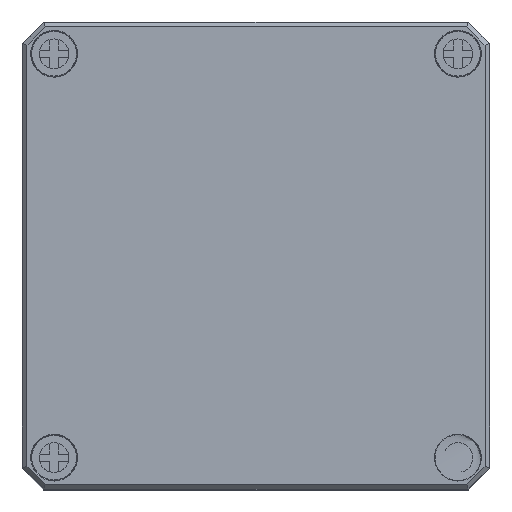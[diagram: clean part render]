
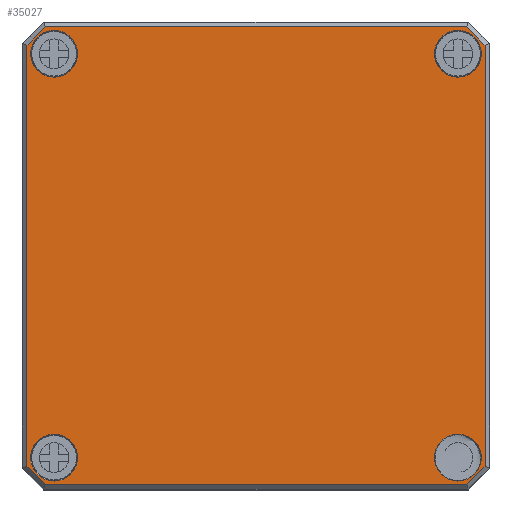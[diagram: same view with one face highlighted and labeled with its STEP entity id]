
A CAD part, top view. The second image highlights one B-rep face of the part: STEP entity #35027.
In plain terms, the highlighted face is planar.
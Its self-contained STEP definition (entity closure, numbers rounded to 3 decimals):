
#276=FACE_BOUND('',#6941,.T.);
#277=FACE_BOUND('',#6942,.T.);
#278=FACE_BOUND('',#6943,.T.);
#279=FACE_BOUND('',#6944,.T.);
#919=PLANE('',#37490);
#4681=FACE_OUTER_BOUND('',#6940,.T.);
#6940=EDGE_LOOP('',(#30244,#30245,#30246,#30247,#30248,#30249,#30250,#30251));
#6941=EDGE_LOOP('',(#30252));
#6942=EDGE_LOOP('',(#30253));
#6943=EDGE_LOOP('',(#30254));
#6944=EDGE_LOOP('',(#30255));
#9693=LINE('',#61188,#12384);
#9694=LINE('',#61190,#12385);
#9695=LINE('',#61192,#12386);
#9696=LINE('',#61194,#12387);
#9697=LINE('',#61196,#12388);
#9698=LINE('',#61198,#12389);
#9699=LINE('',#61200,#12390);
#9700=LINE('',#61201,#12391);
#12384=VECTOR('',#44249,10.);
#12385=VECTOR('',#44250,10.);
#12386=VECTOR('',#44251,10.);
#12387=VECTOR('',#44252,10.);
#12388=VECTOR('',#44253,10.);
#12389=VECTOR('',#44254,10.);
#12390=VECTOR('',#44255,10.);
#12391=VECTOR('',#44256,10.);
#13724=CIRCLE('',#37481,5.504);
#13732=CIRCLE('',#37491,5.504);
#13733=CIRCLE('',#37492,5.504);
#13734=CIRCLE('',#37493,5.504);
#16829=VERTEX_POINT('',#61093);
#16849=VERTEX_POINT('',#61186);
#16850=VERTEX_POINT('',#61187);
#16851=VERTEX_POINT('',#61189);
#16852=VERTEX_POINT('',#61191);
#16853=VERTEX_POINT('',#61193);
#16854=VERTEX_POINT('',#61195);
#16855=VERTEX_POINT('',#61197);
#16856=VERTEX_POINT('',#61199);
#16857=VERTEX_POINT('',#61202);
#16858=VERTEX_POINT('',#61204);
#16859=VERTEX_POINT('',#61206);
#21377=EDGE_CURVE('',#16829,#16829,#13724,.T.);
#21399=EDGE_CURVE('',#16849,#16850,#9693,.T.);
#21400=EDGE_CURVE('',#16851,#16849,#9694,.T.);
#21401=EDGE_CURVE('',#16852,#16851,#9695,.T.);
#21402=EDGE_CURVE('',#16853,#16852,#9696,.T.);
#21403=EDGE_CURVE('',#16854,#16853,#9697,.T.);
#21404=EDGE_CURVE('',#16855,#16854,#9698,.T.);
#21405=EDGE_CURVE('',#16856,#16855,#9699,.T.);
#21406=EDGE_CURVE('',#16850,#16856,#9700,.T.);
#21407=EDGE_CURVE('',#16857,#16857,#13732,.T.);
#21408=EDGE_CURVE('',#16858,#16858,#13733,.T.);
#21409=EDGE_CURVE('',#16859,#16859,#13734,.T.);
#30244=ORIENTED_EDGE('',*,*,#21399,.F.);
#30245=ORIENTED_EDGE('',*,*,#21400,.F.);
#30246=ORIENTED_EDGE('',*,*,#21401,.F.);
#30247=ORIENTED_EDGE('',*,*,#21402,.F.);
#30248=ORIENTED_EDGE('',*,*,#21403,.F.);
#30249=ORIENTED_EDGE('',*,*,#21404,.F.);
#30250=ORIENTED_EDGE('',*,*,#21405,.F.);
#30251=ORIENTED_EDGE('',*,*,#21406,.F.);
#30252=ORIENTED_EDGE('',*,*,#21407,.F.);
#30253=ORIENTED_EDGE('',*,*,#21408,.F.);
#30254=ORIENTED_EDGE('',*,*,#21409,.F.);
#30255=ORIENTED_EDGE('',*,*,#21377,.F.);
#35027=ADVANCED_FACE('',(#4681,#276,#277,#278,#279),#919,.F.);
#37481=AXIS2_PLACEMENT_3D('',#61094,#44228,#44229);
#37490=AXIS2_PLACEMENT_3D('',#61185,#44247,#44248);
#37491=AXIS2_PLACEMENT_3D('',#61203,#44257,#44258);
#37492=AXIS2_PLACEMENT_3D('',#61205,#44259,#44260);
#37493=AXIS2_PLACEMENT_3D('',#61207,#44261,#44262);
#44228=DIRECTION('center_axis',(0.,1.,0.));
#44229=DIRECTION('ref_axis',(1.,0.,0.));
#44247=DIRECTION('center_axis',(0.,-1.,0.));
#44248=DIRECTION('ref_axis',(0.,0.,-1.));
#44249=DIRECTION('',(-0.707,0.,0.707));
#44250=DIRECTION('',(0.,0.,1.));
#44251=DIRECTION('',(0.707,0.,0.707));
#44252=DIRECTION('',(1.,0.,0.));
#44253=DIRECTION('',(0.707,0.,-0.707));
#44254=DIRECTION('',(0.,0.,-1.));
#44255=DIRECTION('',(-0.707,0.,-0.707));
#44256=DIRECTION('',(-1.,0.,0.));
#44257=DIRECTION('center_axis',(0.,1.,0.));
#44258=DIRECTION('ref_axis',(-1.,0.,0.));
#44259=DIRECTION('center_axis',(0.,1.,0.));
#44260=DIRECTION('ref_axis',(1.,0.,0.));
#44261=DIRECTION('center_axis',(0.,1.,0.));
#44262=DIRECTION('ref_axis',(-1.,0.,0.));
#61093=CARTESIAN_POINT('',(-47.5,15.,-41.996));
#61094=CARTESIAN_POINT('Origin',(-47.5,15.,-47.5));
#61185=CARTESIAN_POINT('Origin',(0.,15.,0.));
#61186=CARTESIAN_POINT('',(53.869,15.,49.532));
#61187=CARTESIAN_POINT('',(49.532,15.,53.869));
#61188=CARTESIAN_POINT('',(52.95,15.,50.45));
#61189=CARTESIAN_POINT('',(53.869,15.,-49.532));
#61190=CARTESIAN_POINT('',(53.869,15.,-25.));
#61191=CARTESIAN_POINT('',(49.532,15.,-53.869));
#61192=CARTESIAN_POINT('',(50.45,15.,-52.95));
#61193=CARTESIAN_POINT('',(-49.532,15.,-53.869));
#61194=CARTESIAN_POINT('',(-25.,15.,-53.869));
#61195=CARTESIAN_POINT('',(-53.869,15.,-49.532));
#61196=CARTESIAN_POINT('',(-52.95,15.,-50.45));
#61197=CARTESIAN_POINT('',(-53.869,15.,49.532));
#61198=CARTESIAN_POINT('',(-53.869,15.,25.));
#61199=CARTESIAN_POINT('',(-49.532,15.,53.869));
#61200=CARTESIAN_POINT('',(-50.45,15.,52.95));
#61201=CARTESIAN_POINT('',(25.,15.,53.869));
#61202=CARTESIAN_POINT('',(47.5,15.,-41.996));
#61203=CARTESIAN_POINT('Origin',(47.5,15.,-47.5));
#61204=CARTESIAN_POINT('',(-47.5,15.,53.004));
#61205=CARTESIAN_POINT('Origin',(-47.5,15.,47.5));
#61206=CARTESIAN_POINT('',(47.5,15.,53.004));
#61207=CARTESIAN_POINT('Origin',(47.5,15.,47.5));
